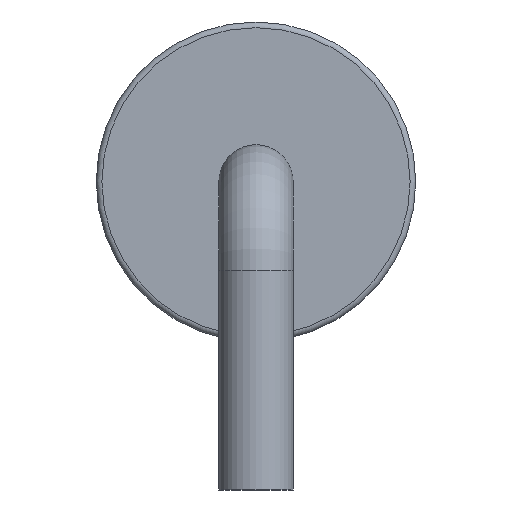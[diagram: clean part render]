
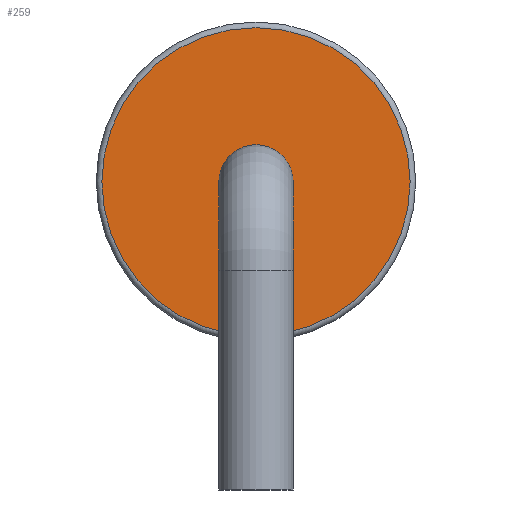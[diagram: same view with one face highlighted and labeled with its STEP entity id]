
A CAD part, left-side view. The second image highlights one B-rep face of the part: STEP entity #259.
In plain terms, the highlighted planar face has unit normal (-1, 0, 0).
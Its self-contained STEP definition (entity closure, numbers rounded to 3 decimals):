
#17=PLANE('',#303);
#31=FACE_OUTER_BOUND('',#47,.T.);
#47=EDGE_LOOP('',(#188,#189));
#80=CIRCLE('',#300,2.7);
#81=CIRCLE('',#301,2.7);
#108=VERTEX_POINT('',#456);
#109=VERTEX_POINT('',#458);
#138=EDGE_CURVE('',#108,#109,#80,.T.);
#139=EDGE_CURVE('',#109,#108,#81,.T.);
#188=ORIENTED_EDGE('',*,*,#139,.F.);
#189=ORIENTED_EDGE('',*,*,#138,.F.);
#259=ADVANCED_FACE('',(#31),#17,.T.);
#300=AXIS2_PLACEMENT_3D('',#459,#364,#365);
#301=AXIS2_PLACEMENT_3D('',#460,#366,#367);
#303=AXIS2_PLACEMENT_3D('',#462,#370,#371);
#364=DIRECTION('center_axis',(1.,0.,0.));
#365=DIRECTION('ref_axis',(0.,0.,-1.));
#366=DIRECTION('center_axis',(1.,0.,0.));
#367=DIRECTION('ref_axis',(0.,0.,-1.));
#370=DIRECTION('center_axis',(-1.,0.,0.));
#371=DIRECTION('ref_axis',(0.,0.,-1.));
#456=CARTESIAN_POINT('',(-4.75,0.,5.6));
#458=CARTESIAN_POINT('',(-4.75,0.,0.2));
#459=CARTESIAN_POINT('Origin',(-4.75,0.,2.9));
#460=CARTESIAN_POINT('Origin',(-4.75,0.,2.9));
#462=CARTESIAN_POINT('Origin',(-4.75,0.,2.9));
